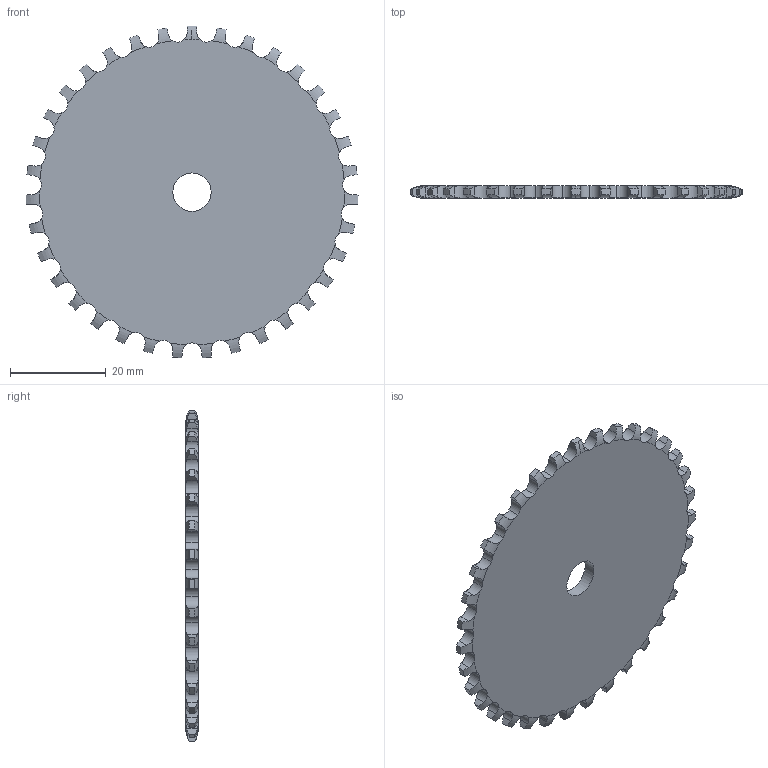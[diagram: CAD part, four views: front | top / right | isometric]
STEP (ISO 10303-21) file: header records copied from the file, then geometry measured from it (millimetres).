
FILE_DESCRIPTION(('FreeCAD Model'),'2;1');
FILE_NAME('Open CASCADE Shape Model','2022-01-09T08:40:43',('FreeCAD'),( 'FreeCAD'),'Open CASCADE STEP processor 7.4','FreeCAD','Unknown');
FILE_SCHEMA(('AUTOMOTIVE_DESIGN { 1 0 10303 214 1 1 1 1 }'));
Length unit declared in the file: millimetre
Products named in the file (1): Open CASCADE STEP translator 7.4 28
Bounding box: 69.29 x 2.6 x 69.23 mm (x, y, z)
Volume: 8575.4 mm3; surface area: 7512.7 mm2
Topology: 1 solids, 1 shells, 250 faces, 814 edges, 566 vertices
Faces by surface type: cylinder 176, revolution 72, plane 2
Full cylindrical faces by diameter (mm): 8 x1
Entity records: 29749 total; most frequent: CARTESIAN_POINT 15109, DIRECTION 2391, ORIENTED_EDGE 1628, PCURVE 1628, DEFINITIONAL_REPRESENTATION 1628, LINE 960, VECTOR 960, B_SPLINE_CURVE_WITH_KNOTS 840
